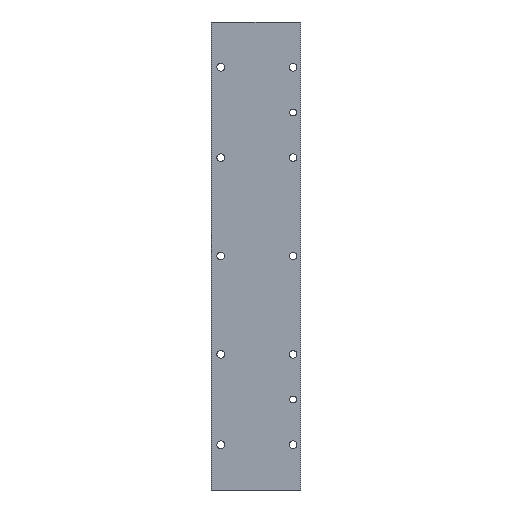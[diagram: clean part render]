
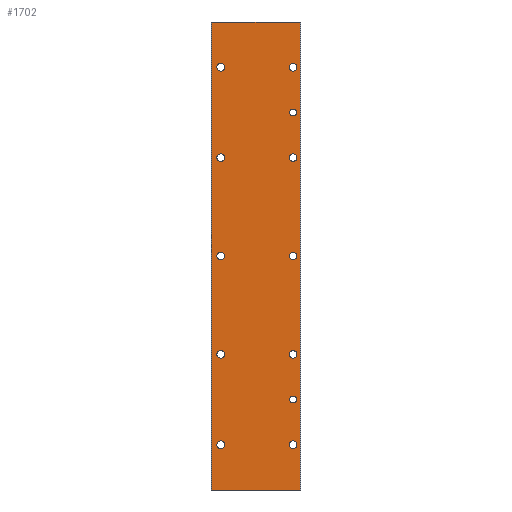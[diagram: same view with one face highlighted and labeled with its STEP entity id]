
A CAD part, left-side view. The second image highlights one B-rep face of the part: STEP entity #1702.
In plain terms, the highlighted planar face has unit normal (-1, 0, 0).
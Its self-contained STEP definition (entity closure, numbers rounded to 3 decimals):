
#84=CIRCLE('',#1837,1.7);
#85=CIRCLE('',#1838,1.7);
#86=CIRCLE('',#1839,1.7);
#87=CIRCLE('',#1840,1.7);
#88=CIRCLE('',#1841,1.7);
#89=CIRCLE('',#1842,1.7);
#90=CIRCLE('',#1843,1.7);
#91=CIRCLE('',#1844,1.7);
#92=CIRCLE('',#1845,1.7);
#93=CIRCLE('',#1846,1.7);
#94=CIRCLE('',#1847,1.5);
#95=CIRCLE('',#1848,1.5);
#276=ORIENTED_EDGE('',*,*,#728,.T.);
#277=ORIENTED_EDGE('',*,*,#729,.F.);
#278=ORIENTED_EDGE('',*,*,#730,.F.);
#279=ORIENTED_EDGE('',*,*,#731,.T.);
#280=ORIENTED_EDGE('',*,*,#732,.T.);
#281=ORIENTED_EDGE('',*,*,#733,.T.);
#282=ORIENTED_EDGE('',*,*,#734,.T.);
#283=ORIENTED_EDGE('',*,*,#735,.T.);
#284=ORIENTED_EDGE('',*,*,#736,.T.);
#285=ORIENTED_EDGE('',*,*,#737,.T.);
#286=ORIENTED_EDGE('',*,*,#738,.T.);
#287=ORIENTED_EDGE('',*,*,#739,.T.);
#288=ORIENTED_EDGE('',*,*,#740,.T.);
#289=ORIENTED_EDGE('',*,*,#741,.F.);
#290=ORIENTED_EDGE('',*,*,#742,.F.);
#291=ORIENTED_EDGE('',*,*,#726,.T.);
#726=EDGE_CURVE('',#942,#941,#1109,.T.);
#728=EDGE_CURVE('',#943,#943,#84,.T.);
#729=EDGE_CURVE('',#944,#944,#85,.T.);
#730=EDGE_CURVE('',#945,#945,#86,.T.);
#731=EDGE_CURVE('',#946,#946,#87,.T.);
#732=EDGE_CURVE('',#947,#947,#88,.T.);
#733=EDGE_CURVE('',#948,#948,#89,.T.);
#734=EDGE_CURVE('',#949,#949,#90,.T.);
#735=EDGE_CURVE('',#950,#950,#91,.T.);
#736=EDGE_CURVE('',#951,#951,#92,.T.);
#737=EDGE_CURVE('',#952,#952,#93,.T.);
#738=EDGE_CURVE('',#953,#953,#94,.T.);
#739=EDGE_CURVE('',#954,#954,#95,.T.);
#740=EDGE_CURVE('',#941,#955,#1110,.T.);
#741=EDGE_CURVE('',#956,#955,#1111,.T.);
#742=EDGE_CURVE('',#942,#956,#1112,.T.);
#941=VERTEX_POINT('',#2701);
#942=VERTEX_POINT('',#2703);
#943=VERTEX_POINT('',#2707);
#944=VERTEX_POINT('',#2709);
#945=VERTEX_POINT('',#2711);
#946=VERTEX_POINT('',#2713);
#947=VERTEX_POINT('',#2715);
#948=VERTEX_POINT('',#2717);
#949=VERTEX_POINT('',#2719);
#950=VERTEX_POINT('',#2721);
#951=VERTEX_POINT('',#2723);
#952=VERTEX_POINT('',#2725);
#953=VERTEX_POINT('',#2727);
#954=VERTEX_POINT('',#2729);
#955=VERTEX_POINT('',#2731);
#956=VERTEX_POINT('',#2733);
#1109=LINE('',#2702,#1255);
#1110=LINE('',#2730,#1256);
#1111=LINE('',#2732,#1257);
#1112=LINE('',#2734,#1258);
#1255=VECTOR('',#2156,1000.);
#1256=VECTOR('',#2185,1000.);
#1257=VECTOR('',#2186,1000.);
#1258=VECTOR('',#2187,1000.);
#1360=EDGE_LOOP('',(#276));
#1361=EDGE_LOOP('',(#277));
#1362=EDGE_LOOP('',(#278));
#1363=EDGE_LOOP('',(#279));
#1364=EDGE_LOOP('',(#280));
#1365=EDGE_LOOP('',(#281));
#1366=EDGE_LOOP('',(#282));
#1367=EDGE_LOOP('',(#283));
#1368=EDGE_LOOP('',(#284));
#1369=EDGE_LOOP('',(#285));
#1370=EDGE_LOOP('',(#286));
#1371=EDGE_LOOP('',(#287));
#1372=EDGE_LOOP('',(#288,#289,#290,#291));
#1506=FACE_BOUND('',#1360,.T.);
#1507=FACE_BOUND('',#1361,.T.);
#1508=FACE_BOUND('',#1362,.T.);
#1509=FACE_BOUND('',#1363,.T.);
#1510=FACE_BOUND('',#1364,.T.);
#1511=FACE_BOUND('',#1365,.T.);
#1512=FACE_BOUND('',#1366,.T.);
#1513=FACE_BOUND('',#1367,.T.);
#1514=FACE_BOUND('',#1368,.T.);
#1515=FACE_BOUND('',#1369,.T.);
#1516=FACE_BOUND('',#1370,.T.);
#1517=FACE_BOUND('',#1371,.T.);
#1518=FACE_BOUND('',#1372,.T.);
#1640=PLANE('',#1836);
#1702=ADVANCED_FACE('',(#1506,#1507,#1508,#1509,#1510,#1511,#1512,#1513,
#1514,#1515,#1516,#1517,#1518),#1640,.F.);
#1836=AXIS2_PLACEMENT_3D('',#2705,#2159,#2160);
#1837=AXIS2_PLACEMENT_3D('',#2706,#2161,#2162);
#1838=AXIS2_PLACEMENT_3D('',#2708,#2163,#2164);
#1839=AXIS2_PLACEMENT_3D('',#2710,#2165,#2166);
#1840=AXIS2_PLACEMENT_3D('',#2712,#2167,#2168);
#1841=AXIS2_PLACEMENT_3D('',#2714,#2169,#2170);
#1842=AXIS2_PLACEMENT_3D('',#2716,#2171,#2172);
#1843=AXIS2_PLACEMENT_3D('',#2718,#2173,#2174);
#1844=AXIS2_PLACEMENT_3D('',#2720,#2175,#2176);
#1845=AXIS2_PLACEMENT_3D('',#2722,#2177,#2178);
#1846=AXIS2_PLACEMENT_3D('',#2724,#2179,#2180);
#1847=AXIS2_PLACEMENT_3D('',#2726,#2181,#2182);
#1848=AXIS2_PLACEMENT_3D('',#2728,#2183,#2184);
#2156=DIRECTION('',(0.,0.,1.));
#2159=DIRECTION('',(1.,0.,0.));
#2160=DIRECTION('',(0.,0.,-1.));
#2161=DIRECTION('',(1.,0.,0.));
#2162=DIRECTION('',(0.,0.,-1.));
#2163=DIRECTION('',(-1.,0.,0.));
#2164=DIRECTION('',(0.,0.,1.));
#2165=DIRECTION('',(-1.,0.,0.));
#2166=DIRECTION('',(0.,0.,1.));
#2167=DIRECTION('',(1.,0.,0.));
#2168=DIRECTION('',(0.,0.,-1.));
#2169=DIRECTION('',(1.,0.,0.));
#2170=DIRECTION('',(0.,0.,-1.));
#2171=DIRECTION('',(1.,0.,0.));
#2172=DIRECTION('',(0.,0.,-1.));
#2173=DIRECTION('',(1.,0.,0.));
#2174=DIRECTION('',(0.,0.,-1.));
#2175=DIRECTION('',(1.,0.,0.));
#2176=DIRECTION('',(0.,0.,-1.));
#2177=DIRECTION('',(1.,0.,0.));
#2178=DIRECTION('',(0.,0.,-1.));
#2179=DIRECTION('',(1.,0.,0.));
#2180=DIRECTION('',(0.,0.,-1.));
#2181=DIRECTION('',(1.,0.,0.));
#2182=DIRECTION('',(0.,0.,-1.));
#2183=DIRECTION('',(1.,0.,0.));
#2184=DIRECTION('',(0.,0.,-1.));
#2185=DIRECTION('',(0.,1.,0.));
#2186=DIRECTION('',(0.,0.,1.));
#2187=DIRECTION('',(0.,1.,0.));
#2701=CARTESIAN_POINT('',(0.,0.2,103.5));
#2702=CARTESIAN_POINT('',(0.,0.2,-103.5));
#2703=CARTESIAN_POINT('',(0.,0.2,-103.5));
#2705=CARTESIAN_POINT('',(0.,0.2,-103.5));
#2706=CARTESIAN_POINT('',(0.,3.4,0.));
#2707=CARTESIAN_POINT('',(0.,3.4,-1.7));
#2708=CARTESIAN_POINT('',(0.,3.4,83.5));
#2709=CARTESIAN_POINT('',(0.,3.4,85.2));
#2710=CARTESIAN_POINT('',(0.,3.4,43.5));
#2711=CARTESIAN_POINT('',(0.,3.4,45.2));
#2712=CARTESIAN_POINT('',(0.,3.4,-43.5));
#2713=CARTESIAN_POINT('',(0.,3.4,-45.2));
#2714=CARTESIAN_POINT('',(0.,3.4,-83.5));
#2715=CARTESIAN_POINT('',(0.,3.4,-85.2));
#2716=CARTESIAN_POINT('',(0.,35.4,0.));
#2717=CARTESIAN_POINT('',(0.,35.4,-1.7));
#2718=CARTESIAN_POINT('',(0.,35.4,43.5));
#2719=CARTESIAN_POINT('',(0.,35.4,41.8));
#2720=CARTESIAN_POINT('',(0.,35.4,83.5));
#2721=CARTESIAN_POINT('',(0.,35.4,81.8));
#2722=CARTESIAN_POINT('',(0.,35.4,-43.5));
#2723=CARTESIAN_POINT('',(0.,35.4,-45.2));
#2724=CARTESIAN_POINT('',(0.,35.4,-83.5));
#2725=CARTESIAN_POINT('',(0.,35.4,-85.2));
#2726=CARTESIAN_POINT('',(0.,3.4,63.5));
#2727=CARTESIAN_POINT('',(0.,3.4,62.));
#2728=CARTESIAN_POINT('',(0.,3.4,-63.5));
#2729=CARTESIAN_POINT('',(0.,3.4,-65.));
#2730=CARTESIAN_POINT('',(0.,0.2,103.5));
#2731=CARTESIAN_POINT('',(0.,39.4,103.5));
#2732=CARTESIAN_POINT('',(0.,39.4,-103.5));
#2733=CARTESIAN_POINT('',(0.,39.4,-103.5));
#2734=CARTESIAN_POINT('',(0.,0.2,-103.5));
